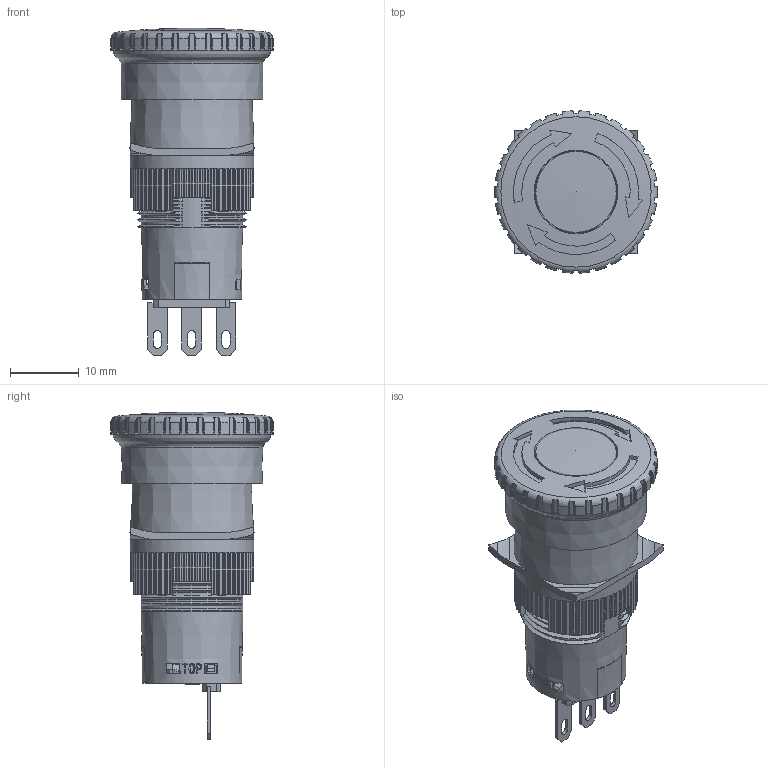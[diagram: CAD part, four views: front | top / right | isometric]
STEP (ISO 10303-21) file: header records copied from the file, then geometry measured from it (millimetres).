
FILE_DESCRIPTION(/* description */ (''),/* implementation_level */ '2;1');
FILE_NAME(/* name */ 'LA16-11ZS.stp',/* time_stamp */ '2022-03-12T09:28:55+08:00',/* author */ (''),/* organization */ (''),/* preprocessor_version */ 'ST-DEVELOPER v16',/* originating_system */ 'SIEMENS PLM Software NX 10.0',/* authorisation */ '');
FILE_SCHEMA (('CONFIG_CONTROL_DESIGN'));
Length unit declared in the file: millimetre
Products named in the file (1): LA16-11ZS
Bounding box: 23.7 x 23.68 x 47.8 mm (x, y, z)
Volume: 5939.5 mm3; surface area: 11879.2 mm2
Topology: 12 solids, 12 shells, 2652 faces, 7239 edges, 4760 vertices
Faces by surface type: plane 1504, extrusion 570, cylinder 438, cone 77, sphere 49, torus 7, bspline 7
Full cylindrical faces by diameter (mm): 0.75 x1, 1 x2, 1.8 x1, 2.2 x1, 3 x1, 5.3 x1, 5.7 x1, 6 x2, 8.9 x2, 9.1 x1, 10.9 x1, 11.6 x1, 12.2 x1, 12.5 x1, 13.9 x4, 14.8 x1, 16.103 x1, 16.2 x1, 18 x1
Entity records: 95672 total; most frequent: CARTESIAN_POINT 30758, ORIENTED_EDGE 14224, DIRECTION 11826, EDGE_CURVE 7112, VERTEX_POINT 4721, VECTOR 4534, LINE 3964, AXIS2_PLACEMENT_3D 3646
